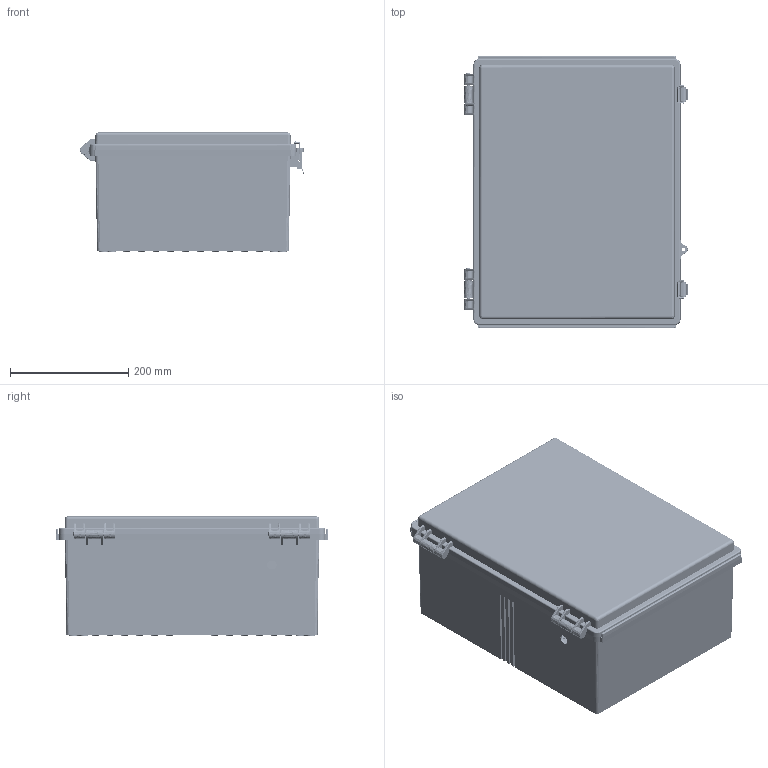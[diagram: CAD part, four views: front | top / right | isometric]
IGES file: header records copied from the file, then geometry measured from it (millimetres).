
Start section: SolidWorks IGES file using analytic representation for surfaces
Global section: file name: PDA3939 Empty Enclosure {12152020}.IGS; native system: SolidWorks 2020; preprocessor: SolidWorks 2020; author: sewen; date: 201222.111050; units: inch
Bounding box: 378.7 x 460.4 x 201.5 mm (x, y, z)
Surface area: 1662723.6 mm2 (no closed solid volume)
Topology: 0 solids, 0 shells, 2682 faces, 31559 edges, 31555 vertices
Faces by surface type: bspline 2678, revolution 4
